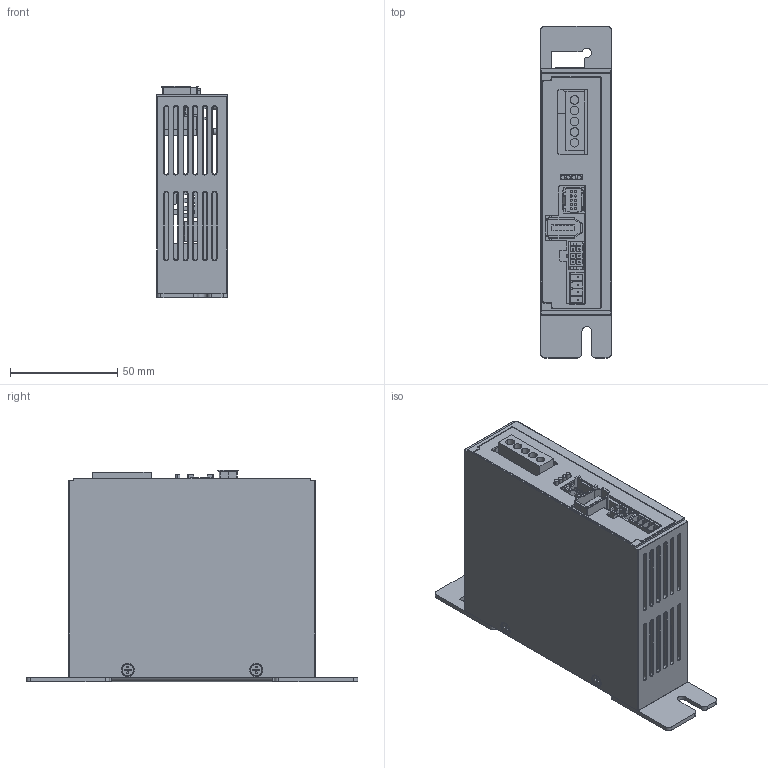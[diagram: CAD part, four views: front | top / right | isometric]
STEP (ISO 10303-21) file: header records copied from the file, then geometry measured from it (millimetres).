
FILE_DESCRIPTION (( 'STEP AP214' ), '1' );
FILE_NAME ('RM-CEM-55-CCLK 驱控一体模块化微型控制器2.0.STEP', '2025-07-31T06:23:30', ( '' ), ( '' ), 'SwSTEP 2.0', 'SolidWorks 2019', '' );
FILE_SCHEMA (( 'AUTOMOTIVE_DESIGN' ));
Length unit declared in the file: millimetre
Products named in the file (18): USB諉諳; MSP01-CEM015 CEM控制器加长后盖03（钣金）; 眻褒絳嫖翐CLH-02AB; CEM-PCB°å01; 5PIN傷諳; MFT02-M3x6 坋趼麥芛蹟佪; 盄勤啣蟀諉ん-A2012WR-F-2X5P; MSP04-CEM005 CEM諷秶ん俋褲醱啣泂01; MSP04-CEM006 CEM諷秶ん俋褲醱啣泂02; RM-CEM-55-CCLK 驱控一体模块化微型控制器2.0; PCB°å03; 盄勤盄蟀諉ん-C3030WR-2X3P; 20220716CEM盄繚啣-源偶02; 三档; MSP04-CEM007 CEM諷秶ん俋褲02; 傷諳3; CEM耀輸盄繚啣rm-cemb-agm1280; IEEE 1394蟀諉ん XM-10R
Assembly tree (24 placements, depth 3):
  RM-CEM-55-CCLK 驱控一体模块化微型控制器2.0
    MSP04-CEM007 CEM諷秶ん俋褲02
    20220716CEM盄繚啣-源偶02
      CEM-PCB°å01
      傷諳3
      盄勤盄蟀諉ん-C3030WR-2X3P
      IEEE 1394蟀諉ん XM-10R
      盄勤啣蟀諉ん-A2012WR-F-2X5P
      眻褒絳嫖翐CLH-02AB
      三档
      USB諉諳
    CEM耀輸盄繚啣rm-cemb-agm1280
      PCB°å03
      5PIN傷諳
    MSP04-CEM005 CEM諷秶ん俋褲醱啣泂01
    MSP04-CEM006 CEM諷秶ん俋褲醱啣泂02
    MFT02-M3x6 坋趼麥芛蹟佪  x8
    MSP01-CEM015 CEM控制器加长后盖03（钣金）
Bounding box: 33 x 155 x 98.75 mm (x, y, z)
Volume: 83635.3 mm3; surface area: 105930.3 mm2
Topology: 22 solids, 22 shells, 1809 faces, 4540 edges, 2829 vertices
Faces by surface type: plane 1022, cylinder 443, bspline 141, cone 118, torus 70, sphere 15
Entity records: 49152 total; most frequent: CARTESIAN_POINT 12448, ORIENTED_EDGE 7664, DIRECTION 7065, EDGE_CURVE 3832, VECTOR 2513, LINE 2513, VERTEX_POINT 2423, AXIS2_PLACEMENT_3D 2276
